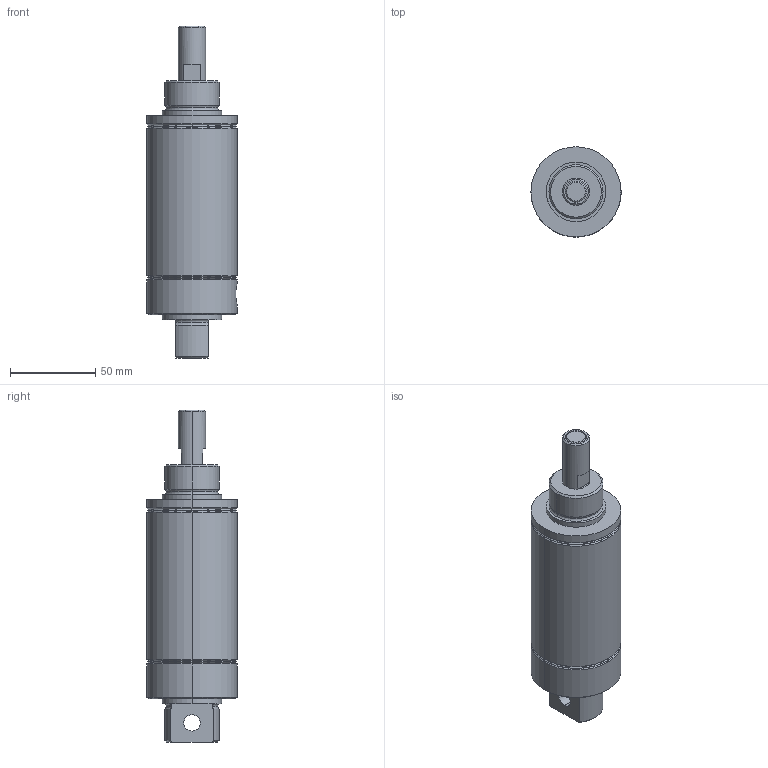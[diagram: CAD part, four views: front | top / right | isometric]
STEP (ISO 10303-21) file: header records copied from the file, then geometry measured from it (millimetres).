
FILE_DESCRIPTION (( 'STEP AP214' ), '1' );
FILE_NAME ('A32010SD.step', '2017-04-04T20:39:53', ( '' ), ( '' ), 'SwSTEP 2.0', 'SolidWorks 2017', '' );
FILE_SCHEMA (( 'AUTOMOTIVE_DESIGN' ));
Length unit declared in the file: inch
Products named in the file (3): A32010SD-Rod; A32010SD-MainBody; A32010SD
Assembly tree (2 placements, depth 2):
  A32010SD
    A32010SD-MainBody
    A32010SD-Rod
Bounding box: 52.83 x 52.83 x 194.56 mm (x, y, z)
Volume: 243660.9 mm3; surface area: 54162.5 mm2
Topology: 2 solids, 2 shells, 87 faces, 187 edges, 113 vertices
Faces by surface type: cone 30, cylinder 28, plane 21, torus 8
Entity records: 2615 total; most frequent: CARTESIAN_POINT 554, DIRECTION 455, ORIENTED_EDGE 370, AXIS2_PLACEMENT_3D 192, EDGE_CURVE 185, VERTEX_POINT 113, CIRCLE 100, EDGE_LOOP 100
